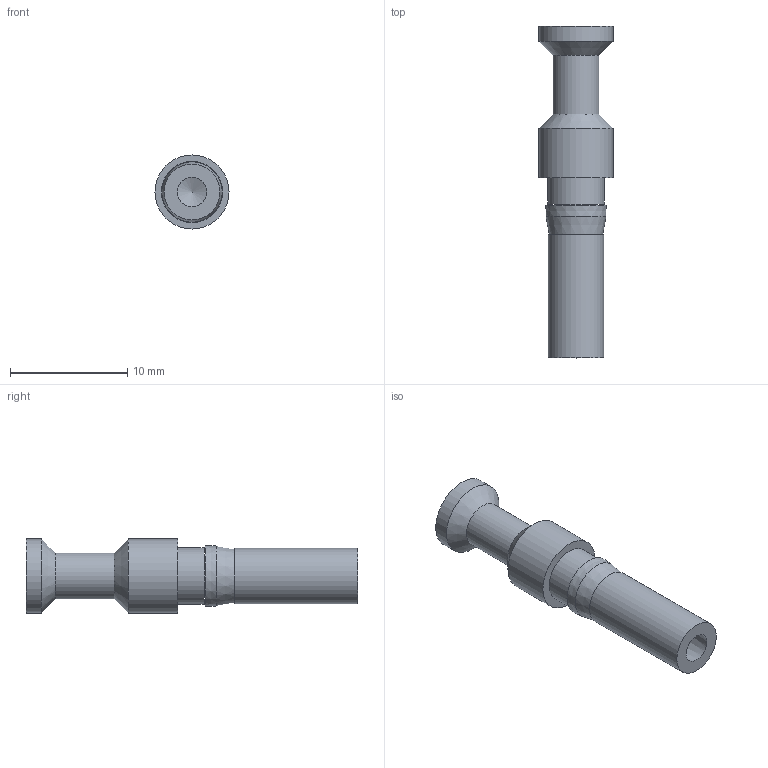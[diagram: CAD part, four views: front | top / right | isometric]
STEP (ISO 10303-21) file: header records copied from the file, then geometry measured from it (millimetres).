
FILE_DESCRIPTION(/* description */ (''),/* implementation_level */ '2;1');
FILE_NAME(/* name */ 'n 02 036 0001 1.stp',/* time_stamp */ '2019-03-27T06:47:05+01:00',/* author */ (''),/* organization */ (''),/* preprocessor_version */ 'ST-DEVELOPER v16.7',/* originating_system */ 'SIEMENS PLM Software NX 12.0',/* authorisation */ '');
FILE_SCHEMA (('AP203_CONFIGURATION_CONTROLLED_3D_DESIGN_OF_MECHANICAL_PARTS_AND_ASSEMBLIES_MIM_LF { 1 0 10303 403 2 1 2}'));
Length unit declared in the file: millimetre
Products named in the file (1): n 02 036 1501nxm001-03
Bounding box: 6.3 x 28.25 x 6.3 mm (x, y, z)
Volume: 410.3 mm3; surface area: 729.6 mm2
Topology: 1 solids, 1 shells, 21 faces, 41 edges, 26 vertices
Faces by surface type: cylinder 8, cone 7, plane 6
Full cylindrical faces by diameter (mm): 2.5 x1, 3.65 x1, 3.8 x1, 3.9 x1, 4.75 x1, 4.8 x1, 6.3 x2
Entity records: 545 total; most frequent: DIRECTION 84, CARTESIAN_POINT 64, FACE_BOUND 42, AXIS2_PLACEMENT_3D 42, EDGE_LOOP 40, ORIENTED_EDGE 40, VERTEX_POINT 22, ADVANCED_FACE 21
